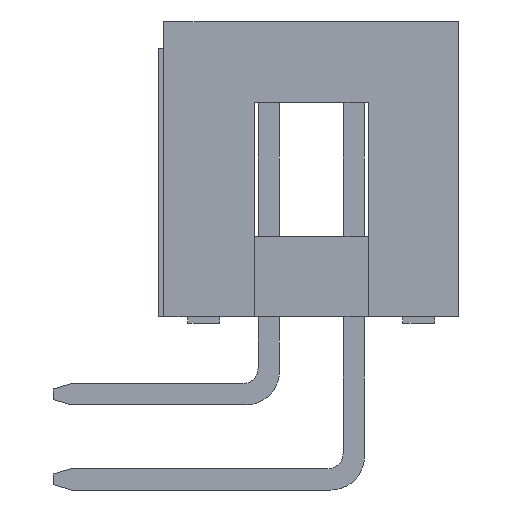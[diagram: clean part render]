
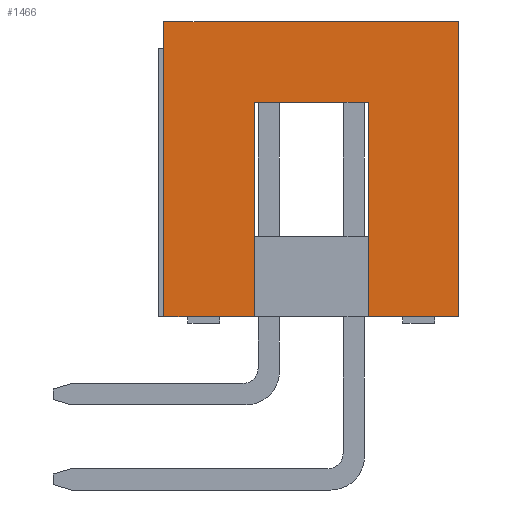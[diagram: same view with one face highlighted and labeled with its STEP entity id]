
A CAD part, left-side view. The second image highlights one B-rep face of the part: STEP entity #1466.
In plain terms, the highlighted planar face has unit normal (-1, 0, 0).
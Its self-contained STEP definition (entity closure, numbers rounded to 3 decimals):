
#1466=ADVANCED_FACE('',(#2979),#2980,.F.);
#2979=FACE_OUTER_BOUND('',#4484,.T.);
#2980=PLANE('',#4485);
#4484=EDGE_LOOP('',(#8979,#8980,#8981,#8982,#8983,#8984,#8985,#8986));
#4485=AXIS2_PLACEMENT_3D('',#8987,#8988,#8989);
#8979=ORIENTED_EDGE('',*,*,#10731,.T.);
#8980=ORIENTED_EDGE('',*,*,#9295,.F.);
#8981=ORIENTED_EDGE('',*,*,#10772,.F.);
#8982=ORIENTED_EDGE('',*,*,#10769,.F.);
#8983=ORIENTED_EDGE('',*,*,#10652,.T.);
#8984=ORIENTED_EDGE('',*,*,#9299,.F.);
#8985=ORIENTED_EDGE('',*,*,#10742,.T.);
#8986=ORIENTED_EDGE('',*,*,#10738,.T.);
#8987=CARTESIAN_POINT('',(-19.05,0.0,4.4));
#8988=DIRECTION('',(1.0,0.0,0.0));
#8989=DIRECTION('',(0.0,0.0,-1.0));
#9295=EDGE_CURVE('',#11291,#11293,#11294,.T.);
#9299=EDGE_CURVE('',#11299,#11301,#11302,.T.);
#10652=EDGE_CURVE('',#13248,#11301,#13249,.T.);
#10731=EDGE_CURVE('',#13351,#11293,#13352,.T.);
#10738=EDGE_CURVE('',#13360,#13351,#13361,.T.);
#10742=EDGE_CURVE('',#11299,#13360,#13366,.T.);
#10769=EDGE_CURVE('',#13248,#13402,#13403,.T.);
#10772=EDGE_CURVE('',#13402,#11291,#13406,.T.);
#11291=VERTEX_POINT('',#14171);
#11293=VERTEX_POINT('',#14174);
#11294=LINE('',#14175,#14176);
#11299=VERTEX_POINT('',#14183);
#11301=VERTEX_POINT('',#14186);
#11302=LINE('',#14187,#14188);
#13248=VERTEX_POINT('',#16997);
#13249=LINE('',#16998,#16999);
#13351=VERTEX_POINT('',#17150);
#13352=LINE('',#17151,#17152);
#13360=VERTEX_POINT('',#17164);
#13361=LINE('',#17165,#17166);
#13366=LINE('',#17173,#17174);
#13402=VERTEX_POINT('',#17228);
#13403=LINE('',#17229,#17230);
#13406=LINE('',#17234,#17235);
#14171=CARTESIAN_POINT('',(-19.05,-4.4,0.0));
#14174=CARTESIAN_POINT('',(-19.05,-1.7,0.0));
#14175=CARTESIAN_POINT('',(-19.05,0.0,0.0));
#14176=VECTOR('',#17511,1.0);
#14183=CARTESIAN_POINT('',(-19.05,1.7,0.0));
#14186=CARTESIAN_POINT('',(-19.05,4.4,0.0));
#14187=CARTESIAN_POINT('',(-19.05,0.0,0.0));
#14188=VECTOR('',#17515,1.0);
#16997=CARTESIAN_POINT('',(-19.05,4.4,8.8));
#16998=CARTESIAN_POINT('',(-19.05,4.4,4.4));
#16999=VECTOR('',#18643,1.0);
#17150=CARTESIAN_POINT('',(-19.05,-1.7,6.4));
#17151=CARTESIAN_POINT('',(-19.05,-1.7,3.775));
#17152=VECTOR('',#18693,1.0);
#17164=CARTESIAN_POINT('',(-19.05,1.7,6.4));
#17165=CARTESIAN_POINT('',(-19.05,0.0,6.4));
#17166=VECTOR('',#18698,1.0);
#17173=CARTESIAN_POINT('',(-19.05,1.7,3.775));
#17174=VECTOR('',#18701,1.0);
#17228=CARTESIAN_POINT('',(-19.05,-4.4,8.8));
#17229=CARTESIAN_POINT('',(-19.05,0.0,8.8));
#17230=VECTOR('',#18720,1.0);
#17234=CARTESIAN_POINT('',(-19.05,-4.4,4.4));
#17235=VECTOR('',#18722,1.0);
#17511=DIRECTION('',(0.0,1.0,0.0));
#17515=DIRECTION('',(0.0,1.0,0.0));
#18643=DIRECTION('',(0.0,0.0,-1.0));
#18693=DIRECTION('',(0.0,0.0,-1.0));
#18698=DIRECTION('',(0.0,-1.0,0.0));
#18701=DIRECTION('',(-0.0,0.0,1.0));
#18720=DIRECTION('',(0.0,-1.0,0.0));
#18722=DIRECTION('',(0.0,0.0,-1.0));
